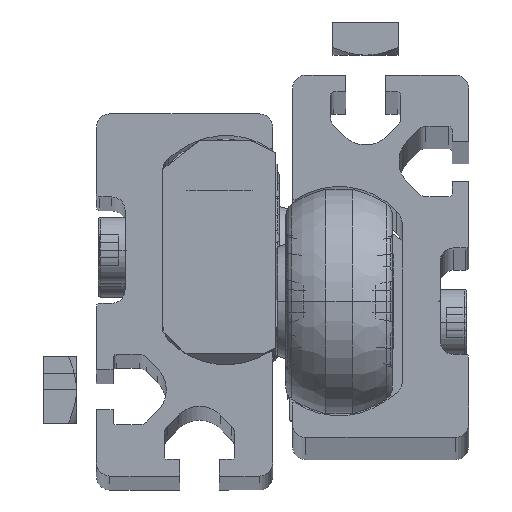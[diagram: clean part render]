
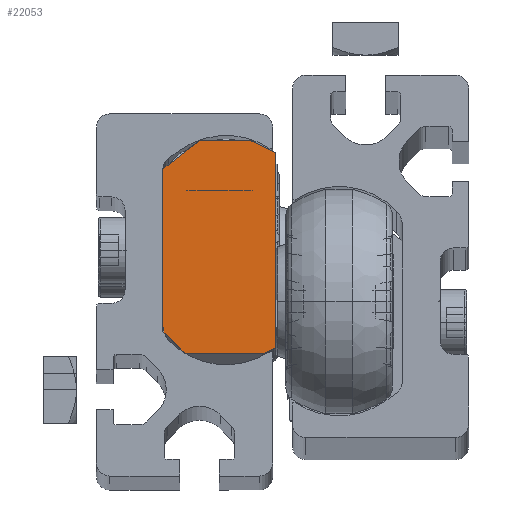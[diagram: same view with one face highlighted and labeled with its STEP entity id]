
A CAD part, top view. The second image highlights one B-rep face of the part: STEP entity #22053.
In plain terms, the highlighted face is planar.
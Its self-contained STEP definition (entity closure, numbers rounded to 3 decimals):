
#170 = EDGE_CURVE ( 'NONE', #11941, #5063, #21022, .T. ) ;
#217 = DIRECTION ( 'NONE',  ( -1., 0., 0. ) ) ;
#354 = EDGE_CURVE ( 'NONE', #3293, #16234, #5468, .T. ) ;
#1784 = VECTOR ( 'NONE', #4639, 1000. ) ;
#2123 = CARTESIAN_POINT ( 'NONE',  ( 19., -12.2, 8.5 ) ) ;
#2716 = LINE ( 'NONE', #20776, #20431 ) ;
#3068 = CARTESIAN_POINT ( 'NONE',  ( 19., 14.681, -8.5 ) ) ;
#3293 = VERTEX_POINT ( 'NONE', #5537 ) ;
#3627 = ORIENTED_EDGE ( 'NONE', *, *, #22489, .T. ) ;
#3640 = ORIENTED_EDGE ( 'NONE', *, *, #17988, .F. ) ;
#3928 = VERTEX_POINT ( 'NONE', #5014 ) ;
#4639 = DIRECTION ( 'NONE',  ( 0., -1., 0. ) ) ;
#5014 = CARTESIAN_POINT ( 'NONE',  ( 19., -15.5, -6.7 ) ) ;
#5063 = VERTEX_POINT ( 'NONE', #16767 ) ;
#5284 = FACE_OUTER_BOUND ( 'NONE', #13253, .T. ) ;
#5468 = LINE ( 'NONE', #12750, #19255 ) ;
#5537 = CARTESIAN_POINT ( 'NONE',  ( 19., 16.5, -4.6 ) ) ;
#5595 = DIRECTION ( 'NONE',  ( 0., 0., 1. ) ) ;
#5597 = CARTESIAN_POINT ( 'NONE',  ( 19., -14.661, -8.5 ) ) ;
#5626 = ORIENTED_EDGE ( 'NONE', *, *, #170, .F. ) ;
#7405 = LINE ( 'NONE', #5597, #15366 ) ;
#7571 = CARTESIAN_POINT ( 'NONE',  ( 19., 1.5, 22.2 ) ) ;
#7655 = ORIENTED_EDGE ( 'NONE', *, *, #19231, .F. ) ;
#7701 = ORIENTED_EDGE ( 'NONE', *, *, #8402, .T. ) ;
#7906 = LINE ( 'NONE', #2123, #15317 ) ;
#8402 = EDGE_CURVE ( 'NONE', #20528, #3928, #2716, .T. ) ;
#8531 = EDGE_CURVE ( 'NONE', #10258, #16234, #10386, .T. ) ;
#8985 = VECTOR ( 'NONE', #18986, 1000. ) ;
#9121 = DIRECTION ( 'NONE',  ( 0., 0., 1. ) ) ;
#9678 = DIRECTION ( 'NONE',  ( 0., -0.707, -0.707 ) ) ;
#9806 = CARTESIAN_POINT ( 'NONE',  ( 19., 16.5, -4.6 ) ) ;
#10258 = VERTEX_POINT ( 'NONE', #15717 ) ;
#10386 = LINE ( 'NONE', #19451, #16975 ) ;
#11158 = ORIENTED_EDGE ( 'NONE', *, *, #15619, .F. ) ;
#11842 = CARTESIAN_POINT ( 'NONE',  ( 19., -12.2, 8.5 ) ) ;
#11877 = CARTESIAN_POINT ( 'NONE',  ( 19., 14.681, -8.5 ) ) ;
#11941 = VERTEX_POINT ( 'NONE', #11877 ) ;
#12750 = CARTESIAN_POINT ( 'NONE',  ( 19., 16.5, -4.6 ) ) ;
#13253 = EDGE_LOOP ( 'NONE', ( #20413, #7655, #3627, #7701, #11158, #5626, #3640, #19061 ) ) ;
#13718 = CARTESIAN_POINT ( 'NONE',  ( 19., -12.2, 8.5 ) ) ;
#14000 = VECTOR ( 'NONE', #20676, 1000. ) ;
#15317 = VECTOR ( 'NONE', #9678, 1000. ) ;
#15366 = VECTOR ( 'NONE', #20166, 1000. ) ;
#15619 = EDGE_CURVE ( 'NONE', #5063, #3928, #7405, .T. ) ;
#15717 = CARTESIAN_POINT ( 'NONE',  ( 19., 12.203, 8.5 ) ) ;
#16234 = VERTEX_POINT ( 'NONE', #16262 ) ;
#16262 = CARTESIAN_POINT ( 'NONE',  ( 19., 16.5, 3. ) ) ;
#16767 = CARTESIAN_POINT ( 'NONE',  ( 19., -14.661, -8.5 ) ) ;
#16930 = DIRECTION ( 'NONE',  ( 0., 0., -1. ) ) ;
#16975 = VECTOR ( 'NONE', #21734, 1000. ) ;
#17988 = EDGE_CURVE ( 'NONE', #3293, #11941, #20550, .T. ) ;
#18986 = DIRECTION ( 'NONE',  ( 0., -0.423, -0.906 ) ) ;
#19061 = ORIENTED_EDGE ( 'NONE', *, *, #354, .T. ) ;
#19231 = EDGE_CURVE ( 'NONE', #19808, #10258, #22714, .T. ) ;
#19255 = VECTOR ( 'NONE', #5595, 1000. ) ;
#19451 = CARTESIAN_POINT ( 'NONE',  ( 19., 12.203, 8.5 ) ) ;
#19808 = VERTEX_POINT ( 'NONE', #13718 ) ;
#20166 = DIRECTION ( 'NONE',  ( 0., -0.423, 0.906 ) ) ;
#20413 = ORIENTED_EDGE ( 'NONE', *, *, #8531, .F. ) ;
#20431 = VECTOR ( 'NONE', #16930, 1000. ) ;
#20528 = VERTEX_POINT ( 'NONE', #23599 ) ;
#20550 = LINE ( 'NONE', #9806, #8985 ) ;
#20676 = DIRECTION ( 'NONE',  ( 0., 1., 0. ) ) ;
#20776 = CARTESIAN_POINT ( 'NONE',  ( 19., -15.5, 5.2 ) ) ;
#21022 = LINE ( 'NONE', #3068, #1784 ) ;
#21734 = DIRECTION ( 'NONE',  ( 0., 0.616, -0.788 ) ) ;
#22053 = ADVANCED_FACE ( 'NONE', ( #5284 ), #22134, .F. ) ;
#22134 = PLANE ( 'NONE',  #23600 ) ;
#22489 = EDGE_CURVE ( 'NONE', #19808, #20528, #7906, .T. ) ;
#22714 = LINE ( 'NONE', #11842, #14000 ) ;
#23599 = CARTESIAN_POINT ( 'NONE',  ( 19., -15.5, 5.2 ) ) ;
#23600 = AXIS2_PLACEMENT_3D ( 'NONE', #7571, #217, #9121 ) ;
